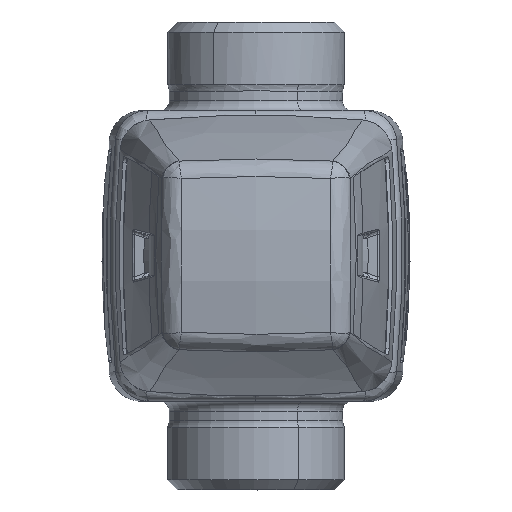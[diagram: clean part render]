
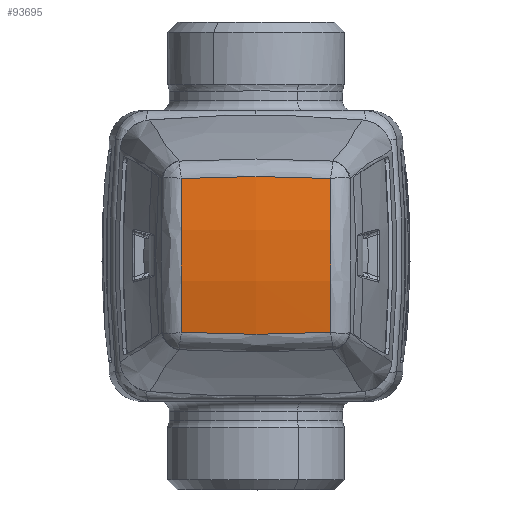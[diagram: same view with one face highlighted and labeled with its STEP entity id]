
A CAD part, top view. The second image highlights one B-rep face of the part: STEP entity #93695.
In plain terms, the highlighted toroidal (fillet/blend) face has major radius 69.5 mm and minor radius 60 mm.
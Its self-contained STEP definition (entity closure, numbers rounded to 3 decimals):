
#93687=AXIS2_PLACEMENT_3D('Torus Axis2P3D',#93684,#93685,#93686) ;
#90952=CARTESIAN_POINT('Control Point',(11.137,11.51,50.402)) ;
#90953=CARTESIAN_POINT('Control Point',(11.174,8.461,50.997)) ;
#90954=CARTESIAN_POINT('Control Point',(11.199,5.377,51.394)) ;
#90955=CARTESIAN_POINT('Control Point',(11.212,2.275,51.591)) ;
#90956=CARTESIAN_POINT('Control Point',(11.211,-2.363,51.587)) ;
#90957=CARTESIAN_POINT('Control Point',(11.183,-6.975,51.138)) ;
#90958=CARTESIAN_POINT('Control Point',(11.171,-8.494,50.941)) ;
#90959=CARTESIAN_POINT('Control Point',(11.155,-10.006,50.695)) ;
#90960=CARTESIAN_POINT('Control Point',(11.137,-11.51,50.402)) ;
#90961=CARTESIAN_POINT('Vertex',(11.137,-11.51,50.402)) ;
#90963=CARTESIAN_POINT('Vertex',(11.137,11.51,50.402)) ;
#91526=CARTESIAN_POINT('Control Point',(-11.137,11.51,50.402)) ;
#91527=CARTESIAN_POINT('Control Point',(-6.694,11.75,50.741)) ;
#91528=CARTESIAN_POINT('Control Point',(-2.233,11.871,50.911)) ;
#91529=CARTESIAN_POINT('Control Point',(2.233,11.871,50.911)) ;
#91530=CARTESIAN_POINT('Control Point',(6.694,11.75,50.741)) ;
#91531=CARTESIAN_POINT('Control Point',(11.137,11.51,50.402)) ;
#91532=CARTESIAN_POINT('Vertex',(-11.137,11.51,50.402)) ;
#91632=CARTESIAN_POINT('Control Point',(-11.137,-11.51,50.402)) ;
#91633=CARTESIAN_POINT('Control Point',(-11.174,-8.461,50.997)) ;
#91634=CARTESIAN_POINT('Control Point',(-11.199,-5.377,51.394)) ;
#91635=CARTESIAN_POINT('Control Point',(-11.212,-2.274,51.591)) ;
#91636=CARTESIAN_POINT('Control Point',(-11.211,2.363,51.587)) ;
#91637=CARTESIAN_POINT('Control Point',(-11.183,6.975,51.138)) ;
#91638=CARTESIAN_POINT('Control Point',(-11.171,8.494,50.941)) ;
#91639=CARTESIAN_POINT('Control Point',(-11.155,10.006,50.695)) ;
#91640=CARTESIAN_POINT('Control Point',(-11.137,11.51,50.402)) ;
#91641=CARTESIAN_POINT('Vertex',(-11.137,-11.51,50.402)) ;
#92192=CARTESIAN_POINT('Control Point',(11.137,-11.51,50.402)) ;
#92193=CARTESIAN_POINT('Control Point',(6.694,-11.75,50.741)) ;
#92194=CARTESIAN_POINT('Control Point',(2.233,-11.871,50.911)) ;
#92195=CARTESIAN_POINT('Control Point',(-2.233,-11.871,50.911)) ;
#92196=CARTESIAN_POINT('Control Point',(-6.694,-11.75,50.741)) ;
#92197=CARTESIAN_POINT('Control Point',(-11.137,-11.51,50.402)) ;
#93684=CARTESIAN_POINT('Axis2P3D Location',(0.,0.,-77.5)) ;
#93685=DIRECTION('Axis2P3D Direction',(0.,-1.,0.)) ;
#93686=DIRECTION('Axis2P3D XDirection',(-0.479,0.,0.878)) ;
#93690=ORIENTED_EDGE('',*,*,#90965,.T.) ;
#93691=ORIENTED_EDGE('',*,*,#91534,.T.) ;
#93692=ORIENTED_EDGE('',*,*,#91643,.T.) ;
#93693=ORIENTED_EDGE('',*,*,#92198,.T.) ;
#93695=ADVANCED_FACE('',(#93694),#93688,.T.) ;
#90951=B_SPLINE_CURVE_WITH_KNOTS('',5,(#90952,#90953,#90954,#90955,#90956,#90957,#90958,#90959,#90960),.UNSPECIFIED.,.F.,.U.,(6,3,6),(16.061,38.206,49.13),.UNSPECIFIED.) ;
#91525=B_SPLINE_CURVE_WITH_KNOTS('',5,(#91526,#91527,#91528,#91529,#91530,#91531),.UNSPECIFIED.,.F.,.U.,(6,6),(12.397,38.807),.UNSPECIFIED.) ;
#91631=B_SPLINE_CURVE_WITH_KNOTS('',5,(#91632,#91633,#91634,#91635,#91636,#91637,#91638,#91639,#91640),.UNSPECIFIED.,.F.,.U.,(6,3,6),(16.061,38.206,49.13),.UNSPECIFIED.) ;
#92191=B_SPLINE_CURVE_WITH_KNOTS('',5,(#92192,#92193,#92194,#92195,#92196,#92197),.UNSPECIFIED.,.F.,.U.,(6,6),(12.397,38.807),.UNSPECIFIED.) ;
#93688=TOROIDAL_SURFACE('homeo Torus',#93687,69.5,60.) ;
#90965=EDGE_CURVE('',#90962,#90964,#90951,.F.) ;
#91534=EDGE_CURVE('',#90964,#91533,#91525,.F.) ;
#91643=EDGE_CURVE('',#91533,#91642,#91631,.F.) ;
#92198=EDGE_CURVE('',#91642,#90962,#92191,.F.) ;
#93689=EDGE_LOOP('',(#93690,#93691,#93692,#93693)) ;
#93694=FACE_OUTER_BOUND('',#93689,.T.) ;
#90962=VERTEX_POINT('',#90961) ;
#90964=VERTEX_POINT('',#90963) ;
#91533=VERTEX_POINT('',#91532) ;
#91642=VERTEX_POINT('',#91641) ;
